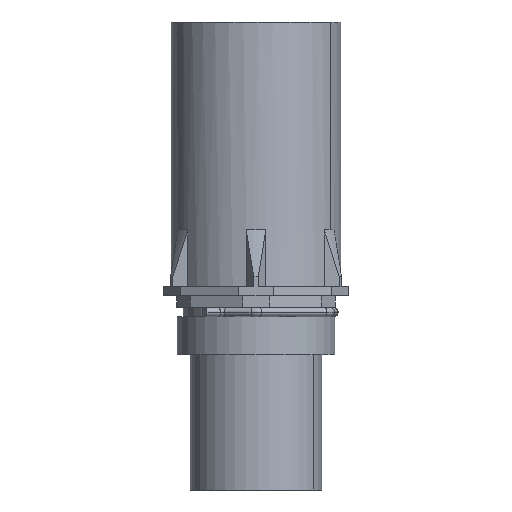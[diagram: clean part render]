
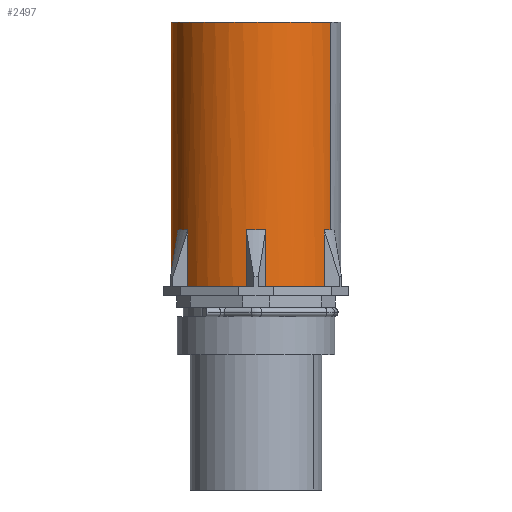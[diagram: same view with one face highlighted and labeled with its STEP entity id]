
A CAD part, front view. The second image highlights one B-rep face of the part: STEP entity #2497.
In plain terms, the highlighted cylindrical face has radius 18.75 mm (diameter 37.5 mm), a partial arc.
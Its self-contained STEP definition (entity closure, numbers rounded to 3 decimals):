
#75=AXIS2_PLACEMENT_3D('Circle Axis2P3D',#73,#74,$) ;
#129=AXIS2_PLACEMENT_3D('Circle Axis2P3D',#127,#128,$) ;
#395=AXIS2_PLACEMENT_3D('Circle Axis2P3D',#393,#394,$) ;
#442=AXIS2_PLACEMENT_3D('Circle Axis2P3D',#440,#441,$) ;
#2359=AXIS2_PLACEMENT_3D('Circle Axis2P3D',#2357,#2358,$) ;
#2403=AXIS2_PLACEMENT_3D('Circle Axis2P3D',#2401,#2402,$) ;
#2415=AXIS2_PLACEMENT_3D('Circle Axis2P3D',#2413,#2414,$) ;
#2434=AXIS2_PLACEMENT_3D('Circle Axis2P3D',#2432,#2433,$) ;
#2448=AXIS2_PLACEMENT_3D('Cylinder Axis2P3D',#2445,#2446,#2447) ;
#42=CARTESIAN_POINT('Vertex',(3.29,28.942,44.9)) ;
#70=CARTESIAN_POINT('Vertex',(3.29,14.058,44.9)) ;
#73=CARTESIAN_POINT('Axis2P3D Location',(20.5,21.5,44.9)) ;
#122=CARTESIAN_POINT('Vertex',(18.34,2.875,44.9)) ;
#127=CARTESIAN_POINT('Axis2P3D Location',(20.5,21.5,44.9)) ;
#131=CARTESIAN_POINT('Vertex',(5.45,10.317,44.9)) ;
#388=CARTESIAN_POINT('Vertex',(35.55,10.317,44.9)) ;
#393=CARTESIAN_POINT('Axis2P3D Location',(20.5,21.5,44.9)) ;
#397=CARTESIAN_POINT('Vertex',(22.66,2.875,44.9)) ;
#440=CARTESIAN_POINT('Axis2P3D Location',(20.5,21.5,103.3)) ;
#444=CARTESIAN_POINT('Vertex',(36.955,12.511,103.3)) ;
#446=CARTESIAN_POINT('Vertex',(4.045,30.489,103.3)) ;
#1995=CARTESIAN_POINT('Line Origine',(3.29,28.942,51.15)) ;
#1999=CARTESIAN_POINT('Vertex',(3.29,28.942,57.4)) ;
#2130=CARTESIAN_POINT('Line Origine',(35.55,10.317,51.15)) ;
#2134=CARTESIAN_POINT('Vertex',(35.55,10.317,57.4)) ;
#2157=CARTESIAN_POINT('Line Origine',(22.66,2.875,51.15)) ;
#2161=CARTESIAN_POINT('Vertex',(22.66,2.875,57.4)) ;
#2184=CARTESIAN_POINT('Line Origine',(18.34,2.875,51.15)) ;
#2188=CARTESIAN_POINT('Vertex',(18.34,2.875,57.4)) ;
#2272=CARTESIAN_POINT('Line Origine',(5.45,10.317,51.15)) ;
#2276=CARTESIAN_POINT('Vertex',(5.45,10.317,57.4)) ;
#2330=CARTESIAN_POINT('Line Origine',(3.29,14.058,51.15)) ;
#2334=CARTESIAN_POINT('Vertex',(3.29,14.058,57.4)) ;
#2357=CARTESIAN_POINT('Axis2P3D Location',(20.5,21.5,57.4)) ;
#2361=CARTESIAN_POINT('Vertex',(4.045,30.489,57.4)) ;
#2401=CARTESIAN_POINT('Axis2P3D Location',(20.5,21.5,57.4)) ;
#2413=CARTESIAN_POINT('Axis2P3D Location',(20.5,21.5,57.4)) ;
#2429=CARTESIAN_POINT('Vertex',(36.955,12.511,57.4)) ;
#2432=CARTESIAN_POINT('Axis2P3D Location',(20.5,21.5,57.4)) ;
#2445=CARTESIAN_POINT('Axis2P3D Location',(20.5,21.5,51.65)) ;
#2450=CARTESIAN_POINT('Line Origine',(4.045,30.489,73.1)) ;
#2455=CARTESIAN_POINT('Line Origine',(36.955,12.511,73.1)) ;
#74=DIRECTION('Axis2P3D Direction',(0.,-0.,-1.)) ;
#128=DIRECTION('Axis2P3D Direction',(0.,-0.,-1.)) ;
#394=DIRECTION('Axis2P3D Direction',(0.,-0.,-1.)) ;
#441=DIRECTION('Axis2P3D Direction',(0.,-0.,-1.)) ;
#1996=DIRECTION('Vector Direction',(0.,0.,1.)) ;
#2131=DIRECTION('Vector Direction',(0.,0.,1.)) ;
#2158=DIRECTION('Vector Direction',(0.,0.,1.)) ;
#2185=DIRECTION('Vector Direction',(0.,0.,1.)) ;
#2273=DIRECTION('Vector Direction',(0.,0.,1.)) ;
#2331=DIRECTION('Vector Direction',(0.,0.,1.)) ;
#2358=DIRECTION('Axis2P3D Direction',(0.,0.,-1.)) ;
#2402=DIRECTION('Axis2P3D Direction',(0.,0.,-1.)) ;
#2414=DIRECTION('Axis2P3D Direction',(0.,0.,-1.)) ;
#2433=DIRECTION('Axis2P3D Direction',(0.,0.,-1.)) ;
#2446=DIRECTION('Axis2P3D Direction',(0.,-0.,-1.)) ;
#2447=DIRECTION('Axis2P3D XDirection',(0.878,-0.479,0.)) ;
#2451=DIRECTION('Vector Direction',(0.,0.,-1.)) ;
#2456=DIRECTION('Vector Direction',(0.,0.,-1.)) ;
#1997=VECTOR('Line Direction',#1996,1.) ;
#2132=VECTOR('Line Direction',#2131,1.) ;
#2159=VECTOR('Line Direction',#2158,1.) ;
#2186=VECTOR('Line Direction',#2185,1.) ;
#2274=VECTOR('Line Direction',#2273,1.) ;
#2332=VECTOR('Line Direction',#2331,1.) ;
#2452=VECTOR('Line Direction',#2451,1.) ;
#2457=VECTOR('Line Direction',#2456,1.) ;
#2480=ORIENTED_EDGE('',*,*,#2405,.T.) ;
#2481=ORIENTED_EDGE('',*,*,#2278,.F.) ;
#2482=ORIENTED_EDGE('',*,*,#133,.F.) ;
#2483=ORIENTED_EDGE('',*,*,#2190,.T.) ;
#2484=ORIENTED_EDGE('',*,*,#2417,.T.) ;
#2485=ORIENTED_EDGE('',*,*,#2163,.F.) ;
#2486=ORIENTED_EDGE('',*,*,#399,.F.) ;
#2487=ORIENTED_EDGE('',*,*,#2136,.T.) ;
#2488=ORIENTED_EDGE('',*,*,#2436,.T.) ;
#2489=ORIENTED_EDGE('',*,*,#2459,.T.) ;
#2490=ORIENTED_EDGE('',*,*,#448,.T.) ;
#2491=ORIENTED_EDGE('',*,*,#2454,.F.) ;
#2492=ORIENTED_EDGE('',*,*,#2363,.T.) ;
#2493=ORIENTED_EDGE('',*,*,#2001,.F.) ;
#2494=ORIENTED_EDGE('',*,*,#77,.F.) ;
#2495=ORIENTED_EDGE('',*,*,#2336,.T.) ;
#2497=ADVANCED_FACE('Hauptk\X2\00F6\X0\rper',(#2496),#2449,.T.) ;
#76=CIRCLE('generated circle',#75,18.75) ;
#130=CIRCLE('generated circle',#129,18.75) ;
#396=CIRCLE('generated circle',#395,18.75) ;
#443=CIRCLE('generated circle',#442,18.75) ;
#2360=CIRCLE('generated circle',#2359,18.75) ;
#2404=CIRCLE('generated circle',#2403,18.75) ;
#2416=CIRCLE('generated circle',#2415,18.75) ;
#2435=CIRCLE('generated circle',#2434,18.75) ;
#2449=CYLINDRICAL_SURFACE('generated cylinder',#2448,18.75) ;
#77=EDGE_CURVE('',#71,#43,#76,.T.) ;
#133=EDGE_CURVE('',#123,#132,#130,.T.) ;
#399=EDGE_CURVE('',#389,#398,#396,.T.) ;
#448=EDGE_CURVE('',#445,#447,#443,.T.) ;
#2001=EDGE_CURVE('',#43,#2000,#1998,.T.) ;
#2136=EDGE_CURVE('',#389,#2135,#2133,.T.) ;
#2163=EDGE_CURVE('',#398,#2162,#2160,.T.) ;
#2190=EDGE_CURVE('',#123,#2189,#2187,.T.) ;
#2278=EDGE_CURVE('',#132,#2277,#2275,.T.) ;
#2336=EDGE_CURVE('',#71,#2335,#2333,.T.) ;
#2363=EDGE_CURVE('',#2362,#2000,#2360,.F.) ;
#2405=EDGE_CURVE('',#2335,#2277,#2404,.F.) ;
#2417=EDGE_CURVE('',#2189,#2162,#2416,.F.) ;
#2436=EDGE_CURVE('',#2135,#2430,#2435,.F.) ;
#2454=EDGE_CURVE('',#2362,#447,#2453,.F.) ;
#2459=EDGE_CURVE('',#2430,#445,#2458,.F.) ;
#2479=EDGE_LOOP('',(#2480,#2481,#2482,#2483,#2484,#2485,#2486,#2487,#2488,#2489,#2490,#2491,#2492,#2493,#2494,#2495)) ;
#2496=FACE_OUTER_BOUND('',#2479,.T.) ;
#1998=LINE('Line',#1995,#1997) ;
#2133=LINE('Line',#2130,#2132) ;
#2160=LINE('Line',#2157,#2159) ;
#2187=LINE('Line',#2184,#2186) ;
#2275=LINE('Line',#2272,#2274) ;
#2333=LINE('Line',#2330,#2332) ;
#2453=LINE('Line',#2450,#2452) ;
#2458=LINE('Line',#2455,#2457) ;
#43=VERTEX_POINT('',#42) ;
#71=VERTEX_POINT('',#70) ;
#123=VERTEX_POINT('',#122) ;
#132=VERTEX_POINT('',#131) ;
#389=VERTEX_POINT('',#388) ;
#398=VERTEX_POINT('',#397) ;
#445=VERTEX_POINT('',#444) ;
#447=VERTEX_POINT('',#446) ;
#2000=VERTEX_POINT('',#1999) ;
#2135=VERTEX_POINT('',#2134) ;
#2162=VERTEX_POINT('',#2161) ;
#2189=VERTEX_POINT('',#2188) ;
#2277=VERTEX_POINT('',#2276) ;
#2335=VERTEX_POINT('',#2334) ;
#2362=VERTEX_POINT('',#2361) ;
#2430=VERTEX_POINT('',#2429) ;
